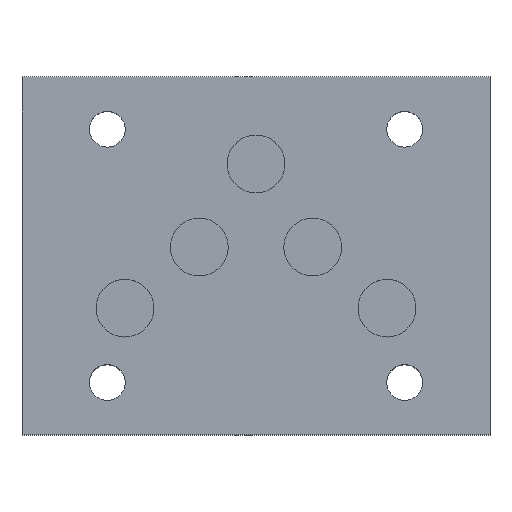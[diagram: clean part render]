
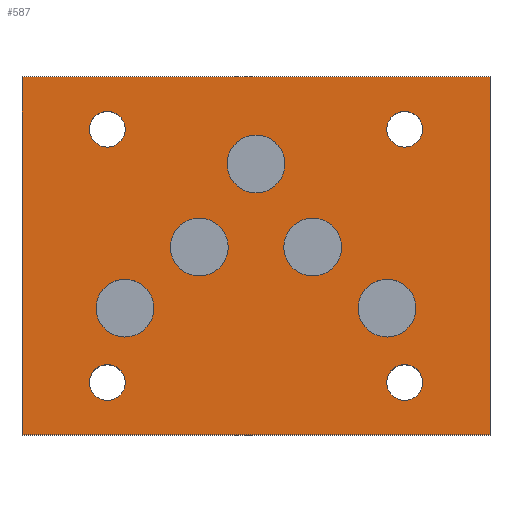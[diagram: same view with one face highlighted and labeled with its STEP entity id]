
A CAD part, top view. The second image highlights one B-rep face of the part: STEP entity #587.
In plain terms, the highlighted planar face has unit normal (0, 0, 1).
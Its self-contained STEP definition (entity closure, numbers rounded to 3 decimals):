
#15=LINE('',#1029,#27);
#16=LINE('',#1031,#28);
#17=LINE('',#1033,#29);
#18=LINE('',#1034,#30);
#27=VECTOR('',#857,65.);
#28=VECTOR('',#858,85.);
#29=VECTOR('',#859,65.);
#30=VECTOR('',#860,85.);
#46=PLANE('',#683);
#94=FACE_BOUND('',#223,.T.);
#95=FACE_BOUND('',#224,.T.);
#96=FACE_BOUND('',#225,.T.);
#97=FACE_BOUND('',#226,.T.);
#98=FACE_BOUND('',#227,.T.);
#99=FACE_BOUND('',#228,.T.);
#100=FACE_BOUND('',#229,.T.);
#101=FACE_BOUND('',#230,.T.);
#102=FACE_BOUND('',#231,.T.);
#144=FACE_OUTER_BOUND('',#222,.T.);
#222=EDGE_LOOP('',(#478,#479,#480,#481));
#223=EDGE_LOOP('',(#482));
#224=EDGE_LOOP('',(#483));
#225=EDGE_LOOP('',(#484));
#226=EDGE_LOOP('',(#485));
#227=EDGE_LOOP('',(#486));
#228=EDGE_LOOP('',(#487));
#229=EDGE_LOOP('',(#488));
#230=EDGE_LOOP('',(#489));
#231=EDGE_LOOP('',(#490));
#261=CIRCLE('',#609,3.25);
#263=CIRCLE('',#612,3.25);
#265=CIRCLE('',#615,3.25);
#267=CIRCLE('',#618,3.25);
#270=CIRCLE('',#623,5.25);
#274=CIRCLE('',#629,5.25);
#278=CIRCLE('',#635,5.25);
#286=CIRCLE('',#647,5.25);
#290=CIRCLE('',#653,5.25);
#307=VERTEX_POINT('',#907);
#309=VERTEX_POINT('',#912);
#311=VERTEX_POINT('',#917);
#313=VERTEX_POINT('',#922);
#316=VERTEX_POINT('',#930);
#320=VERTEX_POINT('',#940);
#324=VERTEX_POINT('',#950);
#332=VERTEX_POINT('',#970);
#336=VERTEX_POINT('',#980);
#352=VERTEX_POINT('',#1027);
#353=VERTEX_POINT('',#1028);
#354=VERTEX_POINT('',#1030);
#355=VERTEX_POINT('',#1032);
#361=EDGE_CURVE('',#307,#307,#261,.T.);
#363=EDGE_CURVE('',#309,#309,#263,.T.);
#365=EDGE_CURVE('',#311,#311,#265,.T.);
#367=EDGE_CURVE('',#313,#313,#267,.T.);
#370=EDGE_CURVE('',#316,#316,#270,.T.);
#374=EDGE_CURVE('',#320,#320,#274,.T.);
#378=EDGE_CURVE('',#324,#324,#278,.T.);
#386=EDGE_CURVE('',#332,#332,#286,.T.);
#390=EDGE_CURVE('',#336,#336,#290,.T.);
#406=EDGE_CURVE('',#352,#353,#15,.T.);
#407=EDGE_CURVE('',#353,#354,#16,.T.);
#408=EDGE_CURVE('',#354,#355,#17,.T.);
#409=EDGE_CURVE('',#355,#352,#18,.T.);
#478=ORIENTED_EDGE('',*,*,#406,.T.);
#479=ORIENTED_EDGE('',*,*,#407,.T.);
#480=ORIENTED_EDGE('',*,*,#408,.T.);
#481=ORIENTED_EDGE('',*,*,#409,.T.);
#482=ORIENTED_EDGE('',*,*,#361,.T.);
#483=ORIENTED_EDGE('',*,*,#363,.T.);
#484=ORIENTED_EDGE('',*,*,#365,.T.);
#485=ORIENTED_EDGE('',*,*,#367,.T.);
#486=ORIENTED_EDGE('',*,*,#370,.T.);
#487=ORIENTED_EDGE('',*,*,#374,.T.);
#488=ORIENTED_EDGE('',*,*,#378,.T.);
#489=ORIENTED_EDGE('',*,*,#386,.T.);
#490=ORIENTED_EDGE('',*,*,#390,.T.);
#587=ADVANCED_FACE('',(#144,#94,#95,#96,#97,#98,#99,#100,#101,#102),#46,
 .T.);
#609=AXIS2_PLACEMENT_3D('',#908,#707,#708);
#612=AXIS2_PLACEMENT_3D('',#913,#713,#714);
#615=AXIS2_PLACEMENT_3D('',#918,#719,#720);
#618=AXIS2_PLACEMENT_3D('',#923,#725,#726);
#623=AXIS2_PLACEMENT_3D('',#931,#735,#736);
#629=AXIS2_PLACEMENT_3D('',#941,#747,#748);
#635=AXIS2_PLACEMENT_3D('',#951,#759,#760);
#647=AXIS2_PLACEMENT_3D('',#971,#783,#784);
#653=AXIS2_PLACEMENT_3D('',#981,#795,#796);
#683=AXIS2_PLACEMENT_3D('',#1026,#855,#856);
#707=DIRECTION('center_axis',(0.,0.,-1.));
#708=DIRECTION('ref_axis',(1.,0.,0.));
#713=DIRECTION('center_axis',(0.,0.,-1.));
#714=DIRECTION('ref_axis',(1.,0.,0.));
#719=DIRECTION('center_axis',(0.,0.,-1.));
#720=DIRECTION('ref_axis',(1.,0.,0.));
#725=DIRECTION('center_axis',(0.,0.,-1.));
#726=DIRECTION('ref_axis',(1.,0.,0.));
#735=DIRECTION('center_axis',(0.,0.,-1.));
#736=DIRECTION('ref_axis',(1.,0.,0.));
#747=DIRECTION('center_axis',(0.,0.,-1.));
#748=DIRECTION('ref_axis',(1.,0.,0.));
#759=DIRECTION('center_axis',(0.,0.,-1.));
#760=DIRECTION('ref_axis',(1.,0.,0.));
#783=DIRECTION('center_axis',(0.,0.,-1.));
#784=DIRECTION('ref_axis',(1.,0.,0.));
#795=DIRECTION('center_axis',(0.,0.,-1.));
#796=DIRECTION('ref_axis',(1.,0.,0.));
#855=DIRECTION('center_axis',(0.,0.,1.));
#856=DIRECTION('ref_axis',(1.,0.,0.));
#857=DIRECTION('',(0.,1.,0.));
#858=DIRECTION('',(-1.,0.,0.));
#859=DIRECTION('',(0.,-1.,0.));
#860=DIRECTION('',(1.,0.,0.));
#907=CARTESIAN_POINT('',(263.75,55.5,75.));
#908=CARTESIAN_POINT('Origin',(260.5,55.5,75.));
#912=CARTESIAN_POINT('',(263.75,9.5,75.));
#913=CARTESIAN_POINT('Origin',(260.5,9.5,75.));
#917=CARTESIAN_POINT('',(317.75,9.5,75.));
#918=CARTESIAN_POINT('Origin',(314.5,9.5,75.));
#922=CARTESIAN_POINT('',(317.75,55.5,75.));
#923=CARTESIAN_POINT('Origin',(314.5,55.5,75.));
#930=CARTESIAN_POINT('',(268.95,23.,75.));
#931=CARTESIAN_POINT('Origin',(263.7,23.,75.));
#940=CARTESIAN_POINT('',(282.45,34.1,75.));
#941=CARTESIAN_POINT('Origin',(277.2,34.1,75.));
#950=CARTESIAN_POINT('',(292.75,49.2,75.));
#951=CARTESIAN_POINT('Origin',(287.5,49.2,75.));
#970=CARTESIAN_POINT('',(303.05,34.1,75.));
#971=CARTESIAN_POINT('Origin',(297.8,34.1,75.));
#980=CARTESIAN_POINT('',(316.55,23.,75.));
#981=CARTESIAN_POINT('Origin',(311.3,23.,75.));
#1026=CARTESIAN_POINT('Origin',(287.5,32.5,75.));
#1027=CARTESIAN_POINT('',(330.,0.,75.));
#1028=CARTESIAN_POINT('',(330.,65.,75.));
#1029=CARTESIAN_POINT('',(330.,32.5,75.));
#1030=CARTESIAN_POINT('',(245.,65.,75.));
#1031=CARTESIAN_POINT('',(287.5,65.,75.));
#1032=CARTESIAN_POINT('',(245.,0.,75.));
#1033=CARTESIAN_POINT('',(245.,32.5,75.));
#1034=CARTESIAN_POINT('',(287.5,0.,75.));
